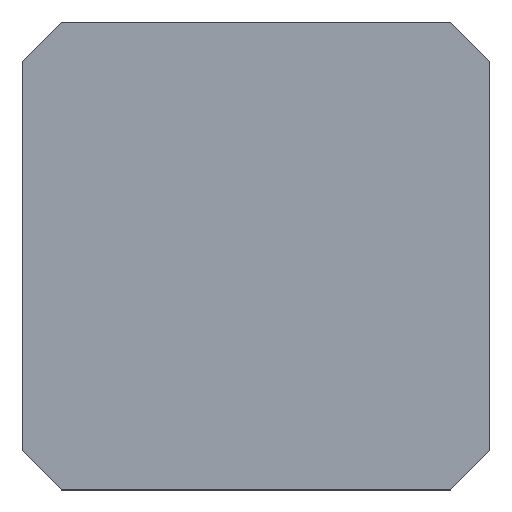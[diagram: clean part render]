
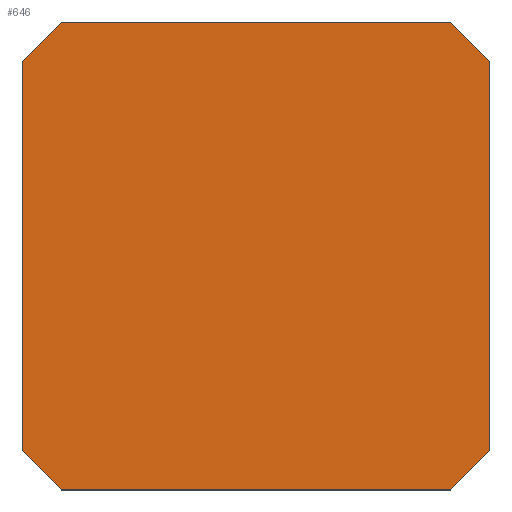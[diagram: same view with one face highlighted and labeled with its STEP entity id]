
A CAD part, top view. The second image highlights one B-rep face of the part: STEP entity #646.
In plain terms, the highlighted planar face has unit normal (0, 0, 1).
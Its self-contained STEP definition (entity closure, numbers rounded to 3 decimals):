
#24 = VERTEX_POINT('',#25);
#25 = CARTESIAN_POINT('',(-110.,91.615,3.));
#32 = PLANE('',#33);
#33 = AXIS2_PLACEMENT_3D('',#34,#35,#36);
#34 = CARTESIAN_POINT('',(-110.,91.615,0.));
#35 = DIRECTION('',(-0.707,0.707,0.));
#36 = DIRECTION('',(0.707,0.707,0.));
#44 = PLANE('',#45);
#45 = AXIS2_PLACEMENT_3D('',#46,#47,#48);
#46 = CARTESIAN_POINT('',(-110.,-91.615,0.));
#47 = DIRECTION('',(-1.,0.,0.));
#48 = DIRECTION('',(0.,1.,0.));
#56 = EDGE_CURVE('',#24,#57,#59,.T.);
#57 = VERTEX_POINT('',#58);
#58 = CARTESIAN_POINT('',(-91.615,110.,3.));
#59 = SURFACE_CURVE('',#60,(#64,#71),.PCURVE_S1.);
#60 = LINE('',#61,#62);
#61 = CARTESIAN_POINT('',(-110.,91.615,3.));
#62 = VECTOR('',#63,1.);
#63 = DIRECTION('',(0.707,0.707,0.));
#64 = PCURVE('',#32,#65);
#65 = DEFINITIONAL_REPRESENTATION('',(#66),#70);
#66 = LINE('',#67,#68);
#67 = CARTESIAN_POINT('',(0.,-3.));
#68 = VECTOR('',#69,1.);
#69 = DIRECTION('',(1.,0.));
#70 = ( GEOMETRIC_REPRESENTATION_CONTEXT(2) 
PARAMETRIC_REPRESENTATION_CONTEXT() REPRESENTATION_CONTEXT('2D SPACE',''
  ) );
#71 = PCURVE('',#72,#77);
#72 = PLANE('',#73);
#73 = AXIS2_PLACEMENT_3D('',#74,#75,#76);
#74 = CARTESIAN_POINT('',(-110.,91.615,3.));
#75 = DIRECTION('',(0.,0.,1.));
#76 = DIRECTION('',(1.,0.,0.));
#77 = DEFINITIONAL_REPRESENTATION('',(#78),#82);
#78 = LINE('',#79,#80);
#79 = CARTESIAN_POINT('',(0.,0.));
#80 = VECTOR('',#81,1.);
#81 = DIRECTION('',(0.707,0.707));
#82 = ( GEOMETRIC_REPRESENTATION_CONTEXT(2) 
PARAMETRIC_REPRESENTATION_CONTEXT() REPRESENTATION_CONTEXT('2D SPACE',''
  ) );
#100 = PLANE('',#101);
#101 = AXIS2_PLACEMENT_3D('',#102,#103,#104);
#102 = CARTESIAN_POINT('',(-91.615,110.,0.));
#103 = DIRECTION('',(0.,1.,0.));
#104 = DIRECTION('',(1.,0.,0.));
#142 = EDGE_CURVE('',#57,#143,#145,.T.);
#143 = VERTEX_POINT('',#144);
#144 = CARTESIAN_POINT('',(91.615,110.,3.));
#145 = SURFACE_CURVE('',#146,(#150,#157),.PCURVE_S1.);
#146 = LINE('',#147,#148);
#147 = CARTESIAN_POINT('',(-91.615,110.,3.));
#148 = VECTOR('',#149,1.);
#149 = DIRECTION('',(1.,0.,0.));
#150 = PCURVE('',#100,#151);
#151 = DEFINITIONAL_REPRESENTATION('',(#152),#156);
#152 = LINE('',#153,#154);
#153 = CARTESIAN_POINT('',(0.,-3.));
#154 = VECTOR('',#155,1.);
#155 = DIRECTION('',(1.,0.));
#156 = ( GEOMETRIC_REPRESENTATION_CONTEXT(2) 
PARAMETRIC_REPRESENTATION_CONTEXT() REPRESENTATION_CONTEXT('2D SPACE',''
  ) );
#157 = PCURVE('',#72,#158);
#158 = DEFINITIONAL_REPRESENTATION('',(#159),#163);
#159 = LINE('',#160,#161);
#160 = CARTESIAN_POINT('',(18.385,18.385));
#161 = VECTOR('',#162,1.);
#162 = DIRECTION('',(1.,0.));
#163 = ( GEOMETRIC_REPRESENTATION_CONTEXT(2) 
PARAMETRIC_REPRESENTATION_CONTEXT() REPRESENTATION_CONTEXT('2D SPACE',''
  ) );
#181 = PLANE('',#182);
#182 = AXIS2_PLACEMENT_3D('',#183,#184,#185);
#183 = CARTESIAN_POINT('',(91.615,110.,0.));
#184 = DIRECTION('',(0.707,0.707,0.));
#185 = DIRECTION('',(0.707,-0.707,0.));
#218 = EDGE_CURVE('',#143,#219,#221,.T.);
#219 = VERTEX_POINT('',#220);
#220 = CARTESIAN_POINT('',(110.,91.615,3.));
#221 = SURFACE_CURVE('',#222,(#226,#233),.PCURVE_S1.);
#222 = LINE('',#223,#224);
#223 = CARTESIAN_POINT('',(91.615,110.,3.));
#224 = VECTOR('',#225,1.);
#225 = DIRECTION('',(0.707,-0.707,0.));
#226 = PCURVE('',#181,#227);
#227 = DEFINITIONAL_REPRESENTATION('',(#228),#232);
#228 = LINE('',#229,#230);
#229 = CARTESIAN_POINT('',(0.,-3.));
#230 = VECTOR('',#231,1.);
#231 = DIRECTION('',(1.,0.));
#232 = ( GEOMETRIC_REPRESENTATION_CONTEXT(2) 
PARAMETRIC_REPRESENTATION_CONTEXT() REPRESENTATION_CONTEXT('2D SPACE',''
  ) );
#233 = PCURVE('',#72,#234);
#234 = DEFINITIONAL_REPRESENTATION('',(#235),#239);
#235 = LINE('',#236,#237);
#236 = CARTESIAN_POINT('',(201.615,18.385));
#237 = VECTOR('',#238,1.);
#238 = DIRECTION('',(0.707,-0.707));
#239 = ( GEOMETRIC_REPRESENTATION_CONTEXT(2) 
PARAMETRIC_REPRESENTATION_CONTEXT() REPRESENTATION_CONTEXT('2D SPACE',''
  ) );
#257 = PLANE('',#258);
#258 = AXIS2_PLACEMENT_3D('',#259,#260,#261);
#259 = CARTESIAN_POINT('',(110.,91.615,0.));
#260 = DIRECTION('',(1.,0.,0.));
#261 = DIRECTION('',(0.,-1.,0.));
#294 = EDGE_CURVE('',#219,#295,#297,.T.);
#295 = VERTEX_POINT('',#296);
#296 = CARTESIAN_POINT('',(110.,-91.615,3.));
#297 = SURFACE_CURVE('',#298,(#302,#309),.PCURVE_S1.);
#298 = LINE('',#299,#300);
#299 = CARTESIAN_POINT('',(110.,91.615,3.));
#300 = VECTOR('',#301,1.);
#301 = DIRECTION('',(0.,-1.,0.));
#302 = PCURVE('',#257,#303);
#303 = DEFINITIONAL_REPRESENTATION('',(#304),#308);
#304 = LINE('',#305,#306);
#305 = CARTESIAN_POINT('',(0.,-3.));
#306 = VECTOR('',#307,1.);
#307 = DIRECTION('',(1.,0.));
#308 = ( GEOMETRIC_REPRESENTATION_CONTEXT(2) 
PARAMETRIC_REPRESENTATION_CONTEXT() REPRESENTATION_CONTEXT('2D SPACE',''
  ) );
#309 = PCURVE('',#72,#310);
#310 = DEFINITIONAL_REPRESENTATION('',(#311),#315);
#311 = LINE('',#312,#313);
#312 = CARTESIAN_POINT('',(220.,0.));
#313 = VECTOR('',#314,1.);
#314 = DIRECTION('',(0.,-1.));
#315 = ( GEOMETRIC_REPRESENTATION_CONTEXT(2) 
PARAMETRIC_REPRESENTATION_CONTEXT() REPRESENTATION_CONTEXT('2D SPACE',''
  ) );
#333 = PLANE('',#334);
#334 = AXIS2_PLACEMENT_3D('',#335,#336,#337);
#335 = CARTESIAN_POINT('',(110.,-91.615,0.));
#336 = DIRECTION('',(0.707,-0.707,0.));
#337 = DIRECTION('',(-0.707,-0.707,0.));
#370 = EDGE_CURVE('',#295,#371,#373,.T.);
#371 = VERTEX_POINT('',#372);
#372 = CARTESIAN_POINT('',(91.615,-110.,3.));
#373 = SURFACE_CURVE('',#374,(#378,#385),.PCURVE_S1.);
#374 = LINE('',#375,#376);
#375 = CARTESIAN_POINT('',(110.,-91.615,3.));
#376 = VECTOR('',#377,1.);
#377 = DIRECTION('',(-0.707,-0.707,0.));
#378 = PCURVE('',#333,#379);
#379 = DEFINITIONAL_REPRESENTATION('',(#380),#384);
#380 = LINE('',#381,#382);
#381 = CARTESIAN_POINT('',(0.,-3.));
#382 = VECTOR('',#383,1.);
#383 = DIRECTION('',(1.,-0.));
#384 = ( GEOMETRIC_REPRESENTATION_CONTEXT(2) 
PARAMETRIC_REPRESENTATION_CONTEXT() REPRESENTATION_CONTEXT('2D SPACE',''
  ) );
#385 = PCURVE('',#72,#386);
#386 = DEFINITIONAL_REPRESENTATION('',(#387),#391);
#387 = LINE('',#388,#389);
#388 = CARTESIAN_POINT('',(220.,-183.23));
#389 = VECTOR('',#390,1.);
#390 = DIRECTION('',(-0.707,-0.707));
#391 = ( GEOMETRIC_REPRESENTATION_CONTEXT(2) 
PARAMETRIC_REPRESENTATION_CONTEXT() REPRESENTATION_CONTEXT('2D SPACE',''
  ) );
#409 = PLANE('',#410);
#410 = AXIS2_PLACEMENT_3D('',#411,#412,#413);
#411 = CARTESIAN_POINT('',(91.615,-110.,0.));
#412 = DIRECTION('',(0.,-1.,0.));
#413 = DIRECTION('',(-1.,0.,0.));
#446 = EDGE_CURVE('',#371,#447,#449,.T.);
#447 = VERTEX_POINT('',#448);
#448 = CARTESIAN_POINT('',(-91.615,-110.,3.));
#449 = SURFACE_CURVE('',#450,(#454,#461),.PCURVE_S1.);
#450 = LINE('',#451,#452);
#451 = CARTESIAN_POINT('',(91.615,-110.,3.));
#452 = VECTOR('',#453,1.);
#453 = DIRECTION('',(-1.,0.,0.));
#454 = PCURVE('',#409,#455);
#455 = DEFINITIONAL_REPRESENTATION('',(#456),#460);
#456 = LINE('',#457,#458);
#457 = CARTESIAN_POINT('',(0.,-3.));
#458 = VECTOR('',#459,1.);
#459 = DIRECTION('',(1.,0.));
#460 = ( GEOMETRIC_REPRESENTATION_CONTEXT(2) 
PARAMETRIC_REPRESENTATION_CONTEXT() REPRESENTATION_CONTEXT('2D SPACE',''
  ) );
#461 = PCURVE('',#72,#462);
#462 = DEFINITIONAL_REPRESENTATION('',(#463),#467);
#463 = LINE('',#464,#465);
#464 = CARTESIAN_POINT('',(201.615,-201.615));
#465 = VECTOR('',#466,1.);
#466 = DIRECTION('',(-1.,0.));
#467 = ( GEOMETRIC_REPRESENTATION_CONTEXT(2) 
PARAMETRIC_REPRESENTATION_CONTEXT() REPRESENTATION_CONTEXT('2D SPACE',''
  ) );
#485 = PLANE('',#486);
#486 = AXIS2_PLACEMENT_3D('',#487,#488,#489);
#487 = CARTESIAN_POINT('',(-91.615,-110.,0.));
#488 = DIRECTION('',(-0.707,-0.707,0.));
#489 = DIRECTION('',(-0.707,0.707,0.));
#522 = EDGE_CURVE('',#447,#523,#525,.T.);
#523 = VERTEX_POINT('',#524);
#524 = CARTESIAN_POINT('',(-110.,-91.615,3.));
#525 = SURFACE_CURVE('',#526,(#530,#537),.PCURVE_S1.);
#526 = LINE('',#527,#528);
#527 = CARTESIAN_POINT('',(-91.615,-110.,3.));
#528 = VECTOR('',#529,1.);
#529 = DIRECTION('',(-0.707,0.707,0.));
#530 = PCURVE('',#485,#531);
#531 = DEFINITIONAL_REPRESENTATION('',(#532),#536);
#532 = LINE('',#533,#534);
#533 = CARTESIAN_POINT('',(0.,-3.));
#534 = VECTOR('',#535,1.);
#535 = DIRECTION('',(1.,0.));
#536 = ( GEOMETRIC_REPRESENTATION_CONTEXT(2) 
PARAMETRIC_REPRESENTATION_CONTEXT() REPRESENTATION_CONTEXT('2D SPACE',''
  ) );
#537 = PCURVE('',#72,#538);
#538 = DEFINITIONAL_REPRESENTATION('',(#539),#543);
#539 = LINE('',#540,#541);
#540 = CARTESIAN_POINT('',(18.385,-201.615));
#541 = VECTOR('',#542,1.);
#542 = DIRECTION('',(-0.707,0.707));
#543 = ( GEOMETRIC_REPRESENTATION_CONTEXT(2) 
PARAMETRIC_REPRESENTATION_CONTEXT() REPRESENTATION_CONTEXT('2D SPACE',''
  ) );
#593 = EDGE_CURVE('',#523,#24,#594,.T.);
#594 = SURFACE_CURVE('',#595,(#599,#606),.PCURVE_S1.);
#595 = LINE('',#596,#597);
#596 = CARTESIAN_POINT('',(-110.,-91.615,3.));
#597 = VECTOR('',#598,1.);
#598 = DIRECTION('',(0.,1.,0.));
#599 = PCURVE('',#44,#600);
#600 = DEFINITIONAL_REPRESENTATION('',(#601),#605);
#601 = LINE('',#602,#603);
#602 = CARTESIAN_POINT('',(0.,-3.));
#603 = VECTOR('',#604,1.);
#604 = DIRECTION('',(1.,0.));
#605 = ( GEOMETRIC_REPRESENTATION_CONTEXT(2) 
PARAMETRIC_REPRESENTATION_CONTEXT() REPRESENTATION_CONTEXT('2D SPACE',''
  ) );
#606 = PCURVE('',#72,#607);
#607 = DEFINITIONAL_REPRESENTATION('',(#608),#612);
#608 = LINE('',#609,#610);
#609 = CARTESIAN_POINT('',(0.,-183.23));
#610 = VECTOR('',#611,1.);
#611 = DIRECTION('',(0.,1.));
#612 = ( GEOMETRIC_REPRESENTATION_CONTEXT(2) 
PARAMETRIC_REPRESENTATION_CONTEXT() REPRESENTATION_CONTEXT('2D SPACE',''
  ) );
#646 = ADVANCED_FACE('',(#647),#72,.T.);
#647 = FACE_BOUND('',#648,.F.);
#648 = EDGE_LOOP('',(#649,#650,#651,#652,#653,#654,#655,#656));
#649 = ORIENTED_EDGE('',*,*,#56,.T.);
#650 = ORIENTED_EDGE('',*,*,#142,.T.);
#651 = ORIENTED_EDGE('',*,*,#218,.T.);
#652 = ORIENTED_EDGE('',*,*,#294,.T.);
#653 = ORIENTED_EDGE('',*,*,#370,.T.);
#654 = ORIENTED_EDGE('',*,*,#446,.T.);
#655 = ORIENTED_EDGE('',*,*,#522,.T.);
#656 = ORIENTED_EDGE('',*,*,#593,.T.);
